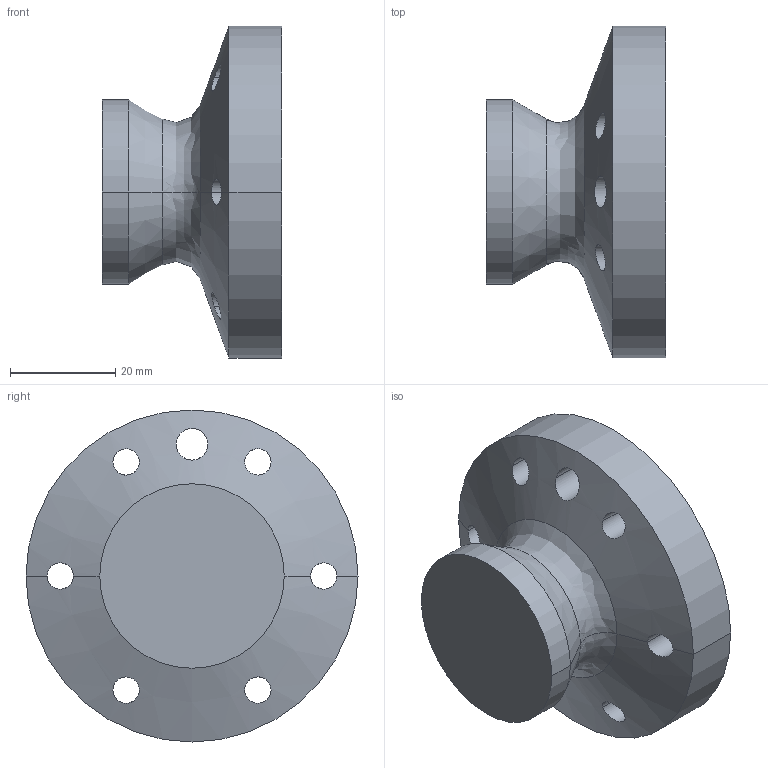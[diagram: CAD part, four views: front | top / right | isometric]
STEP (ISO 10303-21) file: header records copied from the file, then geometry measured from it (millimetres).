
FILE_DESCRIPTION (( 'STEP AP214' ), '1' );
FILE_NAME ('IRB4600_20kg-250_LINK6_CAD_rev04.STEP', '2016-12-06T10:23:16', ( 'ABB' ), ( 'ABB' ), 'SwSTEP 2.0', 'SolidWorks 2014', '' );
FILE_SCHEMA (( 'AUTOMOTIVE_DESIGN' ));
Length unit declared in the file: millimetre
Products named in the file (1): IRB4600_20kg-250_LINK6_CAD_rev04
Bounding box: 34 x 63 x 63 mm (x, y, z)
Volume: 48184.3 mm3; surface area: 12296.4 mm2
Topology: 1 solids, 1 shells, 29 faces, 72 edges, 44 vertices
Faces by surface type: cylinder 20, cone 4, plane 3, bspline 2
Entity records: 1368 total; most frequent: CARTESIAN_POINT 626, DIRECTION 146, ORIENTED_EDGE 144, EDGE_CURVE 72, AXIS2_PLACEMENT_3D 60, VERTEX_POINT 44, EDGE_LOOP 42, CIRCLE 32
